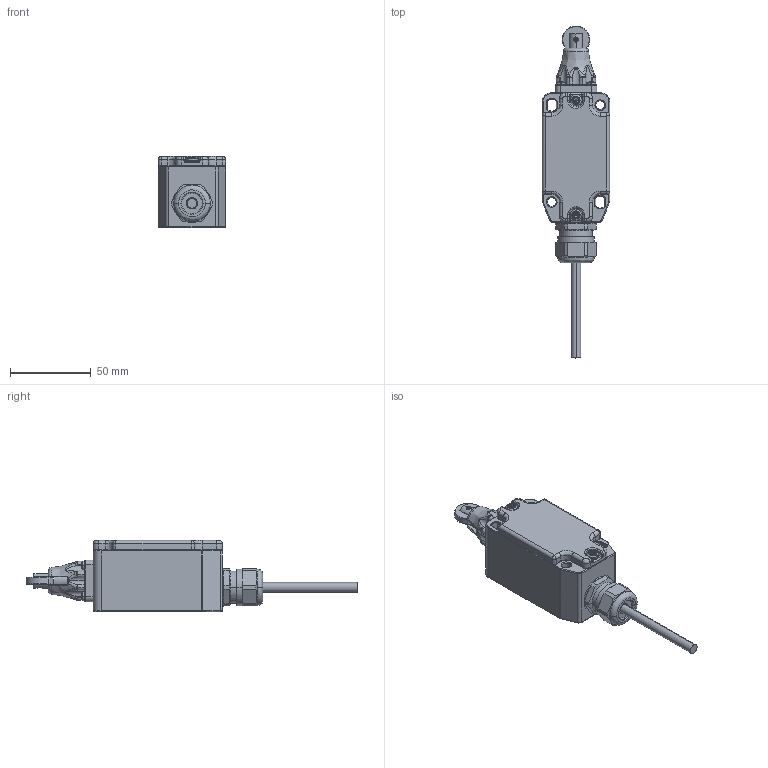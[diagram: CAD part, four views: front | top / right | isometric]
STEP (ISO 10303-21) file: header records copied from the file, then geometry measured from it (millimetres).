
FILE_DESCRIPTION (( 'STEP AP214' ), '1' );
FILE_NAME ('HLM-SS-EX-175065.STEP', '2021-06-09T11:29:53', ( '' ), ( '' ), 'SwSTEP 2.0', 'SolidWorks 2021', '' );
FILE_SCHEMA (( 'AUTOMOTIVE_DESIGN' ));
Length unit declared in the file: inch
Products named in the file (1): HLM-SS-EX-175065
Bounding box: 41.6 x 205.5 x 44 mm (x, y, z)
Volume: 76818 mm3; surface area: 52527.1 mm2
Topology: 18 solids, 18 shells, 2030 faces, 4584 edges, 2605 vertices
Faces by surface type: cylinder 526, plane 516, bspline 505, cone 483
Entity records: 71933 total; most frequent: CARTESIAN_POINT 29347, ORIENTED_EDGE 9056, DIRECTION 8576, EDGE_CURVE 4528, AXIS2_PLACEMENT_3D 3314, VERTEX_POINT 2605, EDGE_LOOP 2143, FACE_OUTER_BOUND 2030
